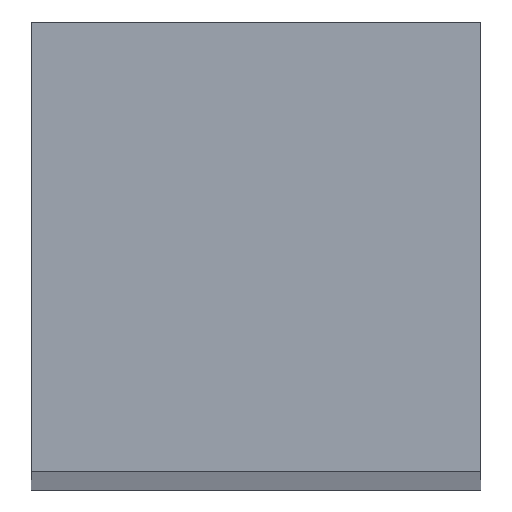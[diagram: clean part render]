
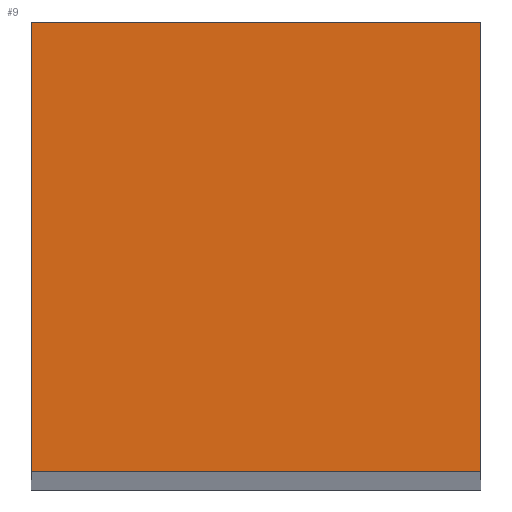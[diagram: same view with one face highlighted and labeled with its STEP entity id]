
A CAD part, top view. The second image highlights one B-rep face of the part: STEP entity #9.
In plain terms, the highlighted planar face has unit normal (0, 0, 1).
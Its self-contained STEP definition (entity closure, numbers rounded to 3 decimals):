
#2 = ORIENTED_EDGE ( 'NONE', *, *, #171, .T. ) ;
#6 = LINE ( 'NONE', #69, #120 ) ;
#9 = ADVANCED_FACE ( 'NONE', ( #18 ), #164, .F. ) ;
#11 = DIRECTION ( 'NONE',  ( 1., 0., 0. ) ) ;
#18 = FACE_OUTER_BOUND ( 'NONE', #178, .T. ) ;
#25 = AXIS2_PLACEMENT_3D ( 'NONE', #42, #134, #46 ) ;
#31 = VERTEX_POINT ( 'NONE', #130 ) ;
#34 = CARTESIAN_POINT ( 'NONE',  ( -20., -20., 960. ) ) ;
#40 = VECTOR ( 'NONE', #11, 1000. ) ;
#42 = CARTESIAN_POINT ( 'NONE',  ( 0., 0., 960. ) ) ;
#44 = EDGE_CURVE ( 'NONE', #94, #108, #6, .T. ) ;
#46 = DIRECTION ( 'NONE',  ( -1., 0., 0. ) ) ;
#56 = CARTESIAN_POINT ( 'NONE',  ( 20., -20., 960. ) ) ;
#57 = VECTOR ( 'NONE', #64, 1000. ) ;
#61 = DIRECTION ( 'NONE',  ( 0., 1., 0. ) ) ;
#64 = DIRECTION ( 'NONE',  ( 0., -1., 0. ) ) ;
#67 = VERTEX_POINT ( 'NONE', #181 ) ;
#69 = CARTESIAN_POINT ( 'NONE',  ( 20., -20., 960. ) ) ;
#79 = ORIENTED_EDGE ( 'NONE', *, *, #44, .T. ) ;
#94 = VERTEX_POINT ( 'NONE', #56 ) ;
#99 = CARTESIAN_POINT ( 'NONE',  ( 20., 20., 960. ) ) ;
#100 = ORIENTED_EDGE ( 'NONE', *, *, #184, .T. ) ;
#101 = LINE ( 'NONE', #169, #172 ) ;
#106 = LINE ( 'NONE', #173, #40 ) ;
#108 = VERTEX_POINT ( 'NONE', #99 ) ;
#118 = EDGE_CURVE ( 'NONE', #67, #94, #106, .T. ) ;
#120 = VECTOR ( 'NONE', #61, 1000. ) ;
#130 = CARTESIAN_POINT ( 'NONE',  ( -20., 20., 960. ) ) ;
#134 = DIRECTION ( 'NONE',  ( 0., 0., -1. ) ) ;
#135 = DIRECTION ( 'NONE',  ( -1., 0., 0. ) ) ;
#137 = LINE ( 'NONE', #34, #57 ) ;
#164 = PLANE ( 'NONE',  #25 ) ;
#169 = CARTESIAN_POINT ( 'NONE',  ( -20., 20., 960. ) ) ;
#171 = EDGE_CURVE ( 'NONE', #31, #67, #137, .T. ) ;
#172 = VECTOR ( 'NONE', #135, 1000. ) ;
#173 = CARTESIAN_POINT ( 'NONE',  ( -20., -20., 960. ) ) ;
#178 = EDGE_LOOP ( 'NONE', ( #79, #100, #2, #187 ) ) ;
#181 = CARTESIAN_POINT ( 'NONE',  ( -20., -20., 960. ) ) ;
#184 = EDGE_CURVE ( 'NONE', #108, #31, #101, .T. ) ;
#187 = ORIENTED_EDGE ( 'NONE', *, *, #118, .T. ) ;
